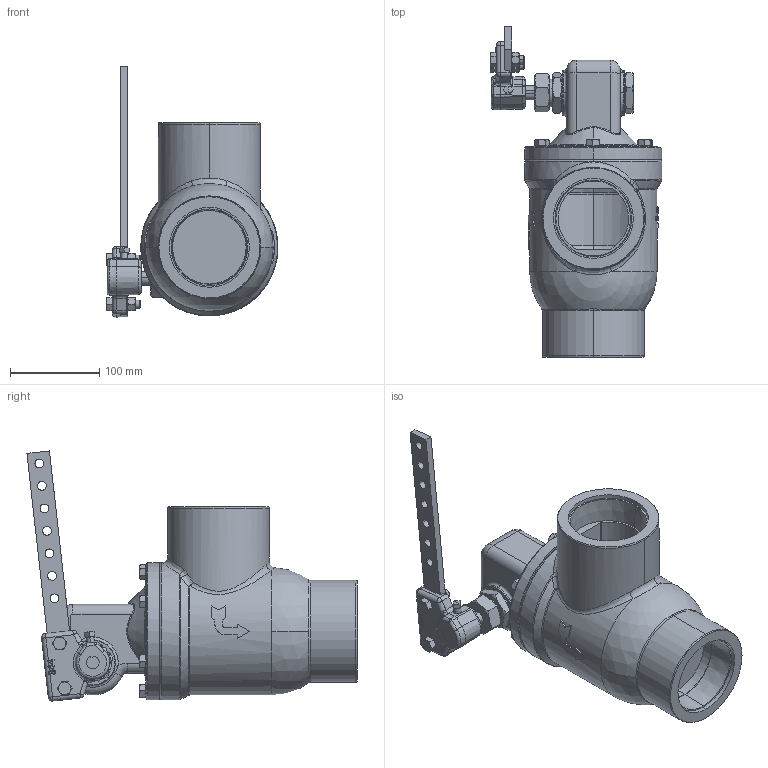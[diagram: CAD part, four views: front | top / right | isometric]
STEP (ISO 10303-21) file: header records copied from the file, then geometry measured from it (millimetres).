
FILE_DESCRIPTION (( 'STEP AP203' ), '1' );
FILE_NAME ('3 INCH 325 SOA-PB-D (CAS).STEP', '2016-06-08T20:56:30', ( 'PCTech' ), ( 'Microsoft' ), 'SwSTEP 2.0', 'SolidWorks 2016', '' );
FILE_SCHEMA (( 'CONFIG_CONTROL_DESIGN' ));
Products named in the file (1): 3 INCH 325 SOA-PB-D (CAS)
Bounding box: 192.94 x 370.55 x 280.73 mm (x, y, z)
Volume: 3278482.9 mm3; surface area: 323835 mm2
Topology: 1 solids, 1 shells, 1204 faces, 3074 edges, 1949 vertices
Faces by surface type: plane 595, bspline 208, cylinder 191, cone 154, torus 48, sphere 8
Entity records: 51902 total; most frequent: CARTESIAN_POINT 25030, ORIENTED_EDGE 6118, DIRECTION 4716, EDGE_CURVE 3059, VERTEX_POINT 1949, AXIS2_PLACEMENT_3D 1639, VECTOR 1438, LINE 1438
